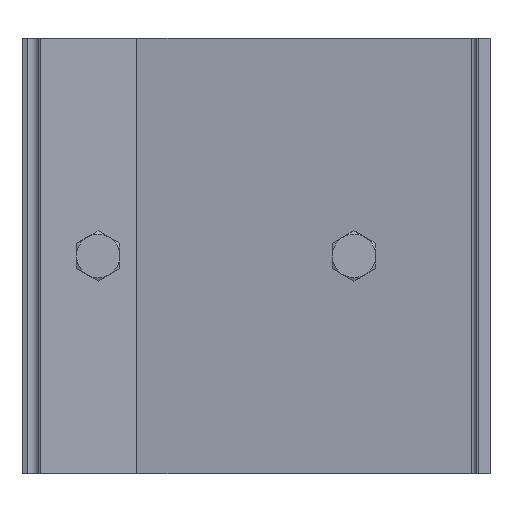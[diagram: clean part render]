
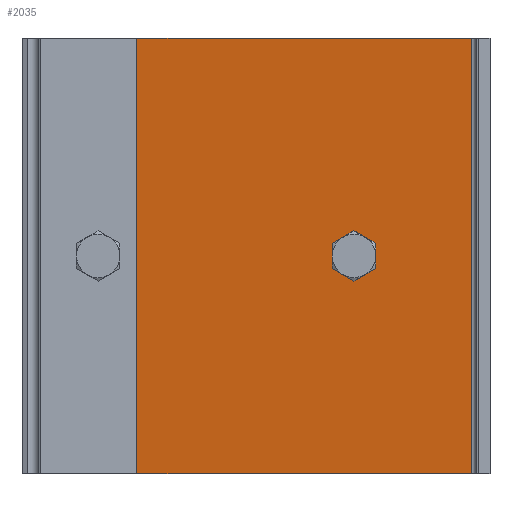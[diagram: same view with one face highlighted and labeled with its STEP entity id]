
A CAD part, top view. The second image highlights one B-rep face of the part: STEP entity #2035.
In plain terms, the highlighted planar face has unit normal (-0.174, 0, 0.985).
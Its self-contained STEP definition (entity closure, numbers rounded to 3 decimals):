
#86=FACE_BOUND('',#417,.T.);
#121=PLANE('',#2279);
#292=FACE_OUTER_BOUND('',#416,.T.);
#416=EDGE_LOOP('',(#1698,#1699,#1700,#1701));
#417=EDGE_LOOP('',(#1702));
#518=LINE('',#3069,#709);
#579=LINE('',#3245,#770);
#608=LINE('',#3317,#799);
#609=LINE('',#3319,#800);
#709=VECTOR('',#2473,10.);
#770=VECTOR('',#2594,10.);
#799=VECTOR('',#2669,10.);
#800=VECTOR('',#2672,10.);
#865=ELLIPSE('',#2177,4.062,4.);
#867=VERTEX_POINT('',#2969);
#901=VERTEX_POINT('',#3066);
#902=VERTEX_POINT('',#3068);
#986=VERTEX_POINT('',#3242);
#987=VERTEX_POINT('',#3244);
#1064=EDGE_CURVE('',#867,#867,#865,.T.);
#1112=EDGE_CURVE('',#902,#901,#518,.T.);
#1200=EDGE_CURVE('',#987,#986,#579,.T.);
#1240=EDGE_CURVE('',#902,#986,#608,.T.);
#1241=EDGE_CURVE('',#987,#901,#609,.T.);
#1698=ORIENTED_EDGE('',*,*,#1241,.F.);
#1699=ORIENTED_EDGE('',*,*,#1200,.T.);
#1700=ORIENTED_EDGE('',*,*,#1240,.F.);
#1701=ORIENTED_EDGE('',*,*,#1112,.T.);
#1702=ORIENTED_EDGE('',*,*,#1064,.T.);
#2035=ADVANCED_FACE('',(#292,#86),#121,.T.);
#2177=AXIS2_PLACEMENT_3D('',#2971,#2382,#2383);
#2279=AXIS2_PLACEMENT_3D('',#3360,#2733,#2734);
#2382=DIRECTION('center_axis',(0.174,0.,-0.985));
#2383=DIRECTION('ref_axis',(0.985,0.,0.174));
#2473=DIRECTION('',(0.985,0.,0.174));
#2594=DIRECTION('',(-0.985,0.,-0.174));
#2669=DIRECTION('',(0.,1.,0.));
#2672=DIRECTION('',(0.,-1.,0.));
#2733=DIRECTION('center_axis',(-0.174,0.,0.985));
#2734=DIRECTION('ref_axis',(0.985,0.,0.174));
#2969=CARTESIAN_POINT('',(-4.,0.,24.827));
#2971=CARTESIAN_POINT('Origin',(0.,0.,25.533));
#3066=CARTESIAN_POINT('',(21.674,-40.,29.354));
#3068=CARTESIAN_POINT('',(-39.884,-40.,18.5));
#3069=CARTESIAN_POINT('',(-39.884,-40.,18.5));
#3242=CARTESIAN_POINT('',(-39.884,40.,18.5));
#3244=CARTESIAN_POINT('',(21.674,40.,29.354));
#3245=CARTESIAN_POINT('',(-39.884,40.,18.5));
#3317=CARTESIAN_POINT('',(-39.884,0.,18.5));
#3319=CARTESIAN_POINT('',(21.674,0.,29.354));
#3360=CARTESIAN_POINT('Origin',(22.5,0.,29.5));
